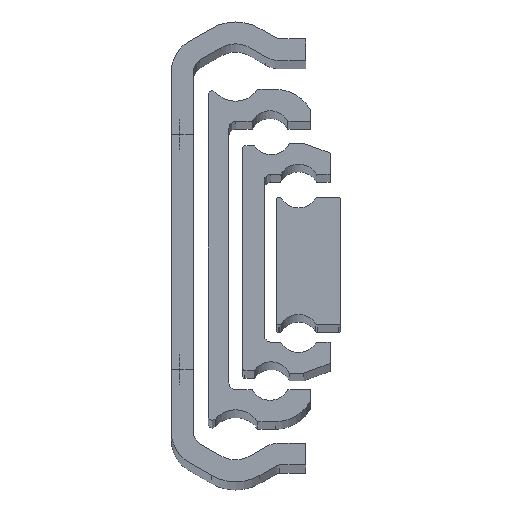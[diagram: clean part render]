
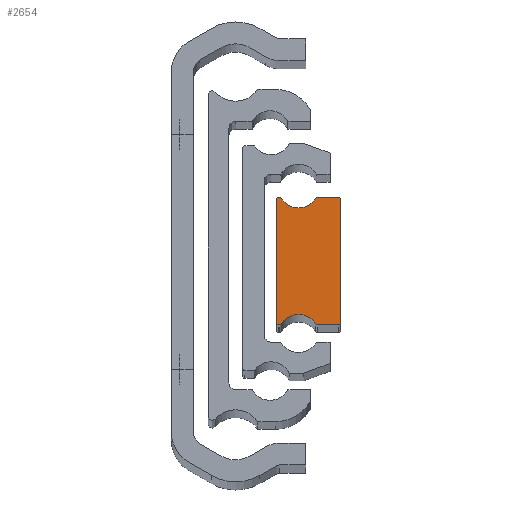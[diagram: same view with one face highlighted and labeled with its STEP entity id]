
A CAD part, top view. The second image highlights one B-rep face of the part: STEP entity #2654.
In plain terms, the highlighted planar face has unit normal (0, 0, 1).
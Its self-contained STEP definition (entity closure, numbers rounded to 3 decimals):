
#119 = EDGE_CURVE ( 'NONE', #2091, #2138, #1101, .T. ) ;
#129 = EDGE_CURVE ( 'NONE', #2107, #2092, #1115, .T. ) ;
#132 = EDGE_CURVE ( 'NONE', #2104, #2136, #1120, .T. ) ;
#134 = EDGE_CURVE ( 'NONE', #2136, #2118, #1128, .T. ) ;
#135 = EDGE_CURVE ( 'NONE', #2092, #2104, #1129, .T. ) ;
#138 = EDGE_CURVE ( 'NONE', #2118, #2109, #1135, .T. ) ;
#141 = EDGE_CURVE ( 'NONE', #2109, #2116, #1139, .T. ) ;
#144 = EDGE_CURVE ( 'NONE', #2116, #2110, #1138, .T. ) ;
#147 = EDGE_CURVE ( 'NONE', #2110, #2091, #1148, .T. ) ;
#153 = EDGE_CURVE ( 'NONE', #2117, #2108, #1157, .T. ) ;
#154 = EDGE_CURVE ( 'NONE', #2135, #2117, #1154, .T. ) ;
#156 = EDGE_CURVE ( 'NONE', #2138, #2135, #1161, .T. ) ;
#158 = EDGE_CURVE ( 'NONE', #2108, #2150, #1165, .T. ) ;
#161 = EDGE_CURVE ( 'NONE', #2150, #2160, #1169, .T. ) ;
#164 = EDGE_CURVE ( 'NONE', #2160, #2168, #1168, .T. ) ;
#167 = EDGE_CURVE ( 'NONE', #2168, #2107, #1178, .T. ) ;
#221 = AXIS2_PLACEMENT_3D ( 'NONE', #3528, #3532, #3534 ) ;
#223 = AXIS2_PLACEMENT_3D ( 'NONE', #3333, #3359, #3332 ) ;
#224 = AXIS2_PLACEMENT_3D ( 'NONE', #3468, #3656, #3639 ) ;
#226 = AXIS2_PLACEMENT_3D ( 'NONE', #3662, #3550, #3640 ) ;
#229 = AXIS2_PLACEMENT_3D ( 'NONE', #3393, #3441, #3626 ) ;
#231 = AXIS2_PLACEMENT_3D ( 'NONE', #3289, #3223, #3237 ) ;
#232 = AXIS2_PLACEMENT_3D ( 'NONE', #3582, #3288, #3559 ) ;
#235 = AXIS2_PLACEMENT_3D ( 'NONE', #3589, #3382, #3222 ) ;
#236 = AXIS2_PLACEMENT_3D ( 'NONE', #3238, #3608, #3412 ) ;
#239 = AXIS2_PLACEMENT_3D ( 'NONE', #3571, #3401, #3272 ) ;
#1101 = LINE ( 'NONE', #3402, #1103 ) ;
#1103 = VECTOR ( 'NONE', #3578, 1000. ) ;
#1115 = LINE ( 'NONE', #3229, #1119 ) ;
#1119 = VECTOR ( 'NONE', #3642, 1000. ) ;
#1120 = LINE ( 'NONE', #3480, #1121 ) ;
#1121 = VECTOR ( 'NONE', #3453, 1000. ) ;
#1128 = CIRCLE ( 'NONE', #221, 0.3 ) ;
#1129 = CIRCLE ( 'NONE', #223, 0.3 ) ;
#1135 = CIRCLE ( 'NONE', #224, 3.04 ) ;
#1137 = VECTOR ( 'NONE', #3207, 1000. ) ;
#1138 = LINE ( 'NONE', #3281, #1137 ) ;
#1139 = CIRCLE ( 'NONE', #226, 0.3 ) ;
#1148 = CIRCLE ( 'NONE', #229, 0.2 ) ;
#1149 = VECTOR ( 'NONE', #3590, 1000. ) ;
#1154 = LINE ( 'NONE', #3503, #1149 ) ;
#1157 = CIRCLE ( 'NONE', #231, 0.3 ) ;
#1161 = CIRCLE ( 'NONE', #232, 0.2 ) ;
#1165 = CIRCLE ( 'NONE', #235, 3.04 ) ;
#1167 = VECTOR ( 'NONE', #3442, 1000. ) ;
#1168 = LINE ( 'NONE', #3266, #1167 ) ;
#1169 = CIRCLE ( 'NONE', #236, 0.3 ) ;
#1178 = CIRCLE ( 'NONE', #239, 0.3 ) ;
#1267 = FACE_OUTER_BOUND ( 'NONE', #3880, .T. ) ;
#1340 = CARTESIAN_POINT ( 'NONE',  ( 19.45, 9.5, 651.5 ) ) ;
#1343 = CARTESIAN_POINT ( 'NONE',  ( 19.75, -9.2, 651.5 ) ) ;
#1344 = CARTESIAN_POINT ( 'NONE',  ( 10.933, -9.361, 651.5 ) ) ;
#1345 = CARTESIAN_POINT ( 'NONE',  ( 10.933, 9.361, 651.5 ) ) ;
#1346 = CARTESIAN_POINT ( 'NONE',  ( 10.45, 9.5, 651.5 ) ) ;
#1352 = CARTESIAN_POINT ( 'NONE',  ( 10.68, 9.5, 651.5 ) ) ;
#1353 = CARTESIAN_POINT ( 'NONE',  ( 10.68, -9.5, 651.5 ) ) ;
#1354 = CARTESIAN_POINT ( 'NONE',  ( 16.067, 9.361, 651.5 ) ) ;
#1370 = CARTESIAN_POINT ( 'NONE',  ( 10.45, -9.5, 651.5 ) ) ;
#1371 = CARTESIAN_POINT ( 'NONE',  ( 16.32, 9.5, 651.5 ) ) ;
#1373 = CARTESIAN_POINT ( 'NONE',  ( 10.25, -9.3, 651.5 ) ) ;
#1385 = CARTESIAN_POINT ( 'NONE',  ( 16.067, -9.361, 651.5 ) ) ;
#1395 = CARTESIAN_POINT ( 'NONE',  ( 16.32, -9.5, 651.5 ) ) ;
#1403 = CARTESIAN_POINT ( 'NONE',  ( 19.45, -9.5, 651.5 ) ) ;
#1626 = CARTESIAN_POINT ( 'NONE',  ( 19.45, 9.2, 651.5 ) ) ;
#1627 = PLANE ( 'NONE',  #3972 ) ;
#1629 = DIRECTION ( 'NONE',  ( 0., 0., 1. ) ) ;
#1630 = DIRECTION ( 'NONE',  ( 1., 0., 0. ) ) ;
#2091 = VERTEX_POINT ( 'NONE', #3391 ) ;
#2092 = VERTEX_POINT ( 'NONE', #3669 ) ;
#2104 = VERTEX_POINT ( 'NONE', #1340 ) ;
#2107 = VERTEX_POINT ( 'NONE', #1343 ) ;
#2108 = VERTEX_POINT ( 'NONE', #1344 ) ;
#2109 = VERTEX_POINT ( 'NONE', #1345 ) ;
#2110 = VERTEX_POINT ( 'NONE', #1346 ) ;
#2116 = VERTEX_POINT ( 'NONE', #1352 ) ;
#2117 = VERTEX_POINT ( 'NONE', #1353 ) ;
#2118 = VERTEX_POINT ( 'NONE', #1354 ) ;
#2135 = VERTEX_POINT ( 'NONE', #1370 ) ;
#2136 = VERTEX_POINT ( 'NONE', #1371 ) ;
#2138 = VERTEX_POINT ( 'NONE', #1373 ) ;
#2150 = VERTEX_POINT ( 'NONE', #1385 ) ;
#2160 = VERTEX_POINT ( 'NONE', #1395 ) ;
#2168 = VERTEX_POINT ( 'NONE', #1403 ) ;
#2654 = ADVANCED_FACE ( 'NONE', ( #1267 ), #1627, .T. ) ;
#3207 = DIRECTION ( 'NONE',  ( -1., 0., 0. ) ) ;
#3222 = DIRECTION ( 'NONE',  ( 1., 0., 0. ) ) ;
#3223 = DIRECTION ( 'NONE',  ( 0., 0., 1. ) ) ;
#3229 = CARTESIAN_POINT ( 'NONE',  ( 19.75, -9.2, 651.5 ) ) ;
#3237 = DIRECTION ( 'NONE',  ( 1., 0., 0. ) ) ;
#3238 = CARTESIAN_POINT ( 'NONE',  ( 16.32, -9.2, 651.5 ) ) ;
#3266 = CARTESIAN_POINT ( 'NONE',  ( 16.32, -9.5, 651.5 ) ) ;
#3272 = DIRECTION ( 'NONE',  ( 1., 0., 0. ) ) ;
#3281 = CARTESIAN_POINT ( 'NONE',  ( 10.68, 9.5, 651.5 ) ) ;
#3288 = DIRECTION ( 'NONE',  ( 0., 0., 1. ) ) ;
#3289 = CARTESIAN_POINT ( 'NONE',  ( 10.68, -9.2, 651.5 ) ) ;
#3332 = DIRECTION ( 'NONE',  ( 1., 0., 0. ) ) ;
#3333 = CARTESIAN_POINT ( 'NONE',  ( 19.45, 9.2, 651.5 ) ) ;
#3359 = DIRECTION ( 'NONE',  ( 0., 0., 1. ) ) ;
#3382 = DIRECTION ( 'NONE',  ( 0., 0., -1. ) ) ;
#3391 = CARTESIAN_POINT ( 'NONE',  ( 10.25, 9.3, 651.5 ) ) ;
#3393 = CARTESIAN_POINT ( 'NONE',  ( 10.45, 9.3, 651.5 ) ) ;
#3401 = DIRECTION ( 'NONE',  ( 0., 0., 1. ) ) ;
#3402 = CARTESIAN_POINT ( 'NONE',  ( 10.25, 9.3, 651.5 ) ) ;
#3412 = DIRECTION ( 'NONE',  ( 1., 0., 0. ) ) ;
#3441 = DIRECTION ( 'NONE',  ( 0., 0., 1. ) ) ;
#3442 = DIRECTION ( 'NONE',  ( 1., 0., 0. ) ) ;
#3453 = DIRECTION ( 'NONE',  ( -1., 0., 0. ) ) ;
#3468 = CARTESIAN_POINT ( 'NONE',  ( 13.5, 10.99, 651.5 ) ) ;
#3480 = CARTESIAN_POINT ( 'NONE',  ( 19.45, 9.5, 651.5 ) ) ;
#3503 = CARTESIAN_POINT ( 'NONE',  ( 10.45, -9.5, 651.5 ) ) ;
#3528 = CARTESIAN_POINT ( 'NONE',  ( 16.32, 9.2, 651.5 ) ) ;
#3532 = DIRECTION ( 'NONE',  ( 0., 0., 1. ) ) ;
#3534 = DIRECTION ( 'NONE',  ( 1., 0., 0. ) ) ;
#3550 = DIRECTION ( 'NONE',  ( 0., 0., 1. ) ) ;
#3559 = DIRECTION ( 'NONE',  ( 1., 0., 0. ) ) ;
#3571 = CARTESIAN_POINT ( 'NONE',  ( 19.45, -9.2, 651.5 ) ) ;
#3578 = DIRECTION ( 'NONE',  ( 0., -1., 0. ) ) ;
#3582 = CARTESIAN_POINT ( 'NONE',  ( 10.45, -9.3, 651.5 ) ) ;
#3589 = CARTESIAN_POINT ( 'NONE',  ( 13.5, -10.99, 651.5 ) ) ;
#3590 = DIRECTION ( 'NONE',  ( 1., 0., 0. ) ) ;
#3608 = DIRECTION ( 'NONE',  ( 0., 0., 1. ) ) ;
#3626 = DIRECTION ( 'NONE',  ( 1., 0., 0. ) ) ;
#3639 = DIRECTION ( 'NONE',  ( 1., 0., 0. ) ) ;
#3640 = DIRECTION ( 'NONE',  ( 1., 0., 0. ) ) ;
#3642 = DIRECTION ( 'NONE',  ( 0., 1., 0. ) ) ;
#3656 = DIRECTION ( 'NONE',  ( 0., 0., -1. ) ) ;
#3662 = CARTESIAN_POINT ( 'NONE',  ( 10.68, 9.2, 651.5 ) ) ;
#3669 = CARTESIAN_POINT ( 'NONE',  ( 19.75, 9.2, 651.5 ) ) ;
#3795 = ORIENTED_EDGE ( 'NONE', *, *, #135, .T. ) ;
#3796 = ORIENTED_EDGE ( 'NONE', *, *, #132, .T. ) ;
#3805 = ORIENTED_EDGE ( 'NONE', *, *, #167, .T. ) ;
#3806 = ORIENTED_EDGE ( 'NONE', *, *, #129, .T. ) ;
#3807 = ORIENTED_EDGE ( 'NONE', *, *, #164, .T. ) ;
#3809 = ORIENTED_EDGE ( 'NONE', *, *, #144, .T. ) ;
#3842 = ORIENTED_EDGE ( 'NONE', *, *, #154, .T. ) ;
#3843 = ORIENTED_EDGE ( 'NONE', *, *, #153, .T. ) ;
#3880 = EDGE_LOOP ( 'NONE', ( #3795, #3796, #3904, #3896, #3897, #3809, #3913, #3914, #3951, #3842, #3843, #3953, #3943, #3807, #3805, #3806 ) ) ;
#3896 = ORIENTED_EDGE ( 'NONE', *, *, #138, .T. ) ;
#3897 = ORIENTED_EDGE ( 'NONE', *, *, #141, .T. ) ;
#3904 = ORIENTED_EDGE ( 'NONE', *, *, #134, .T. ) ;
#3913 = ORIENTED_EDGE ( 'NONE', *, *, #147, .T. ) ;
#3914 = ORIENTED_EDGE ( 'NONE', *, *, #119, .T. ) ;
#3943 = ORIENTED_EDGE ( 'NONE', *, *, #161, .T. ) ;
#3951 = ORIENTED_EDGE ( 'NONE', *, *, #156, .T. ) ;
#3953 = ORIENTED_EDGE ( 'NONE', *, *, #158, .T. ) ;
#3972 = AXIS2_PLACEMENT_3D ( 'NONE', #1626, #1629, #1630 ) ;
